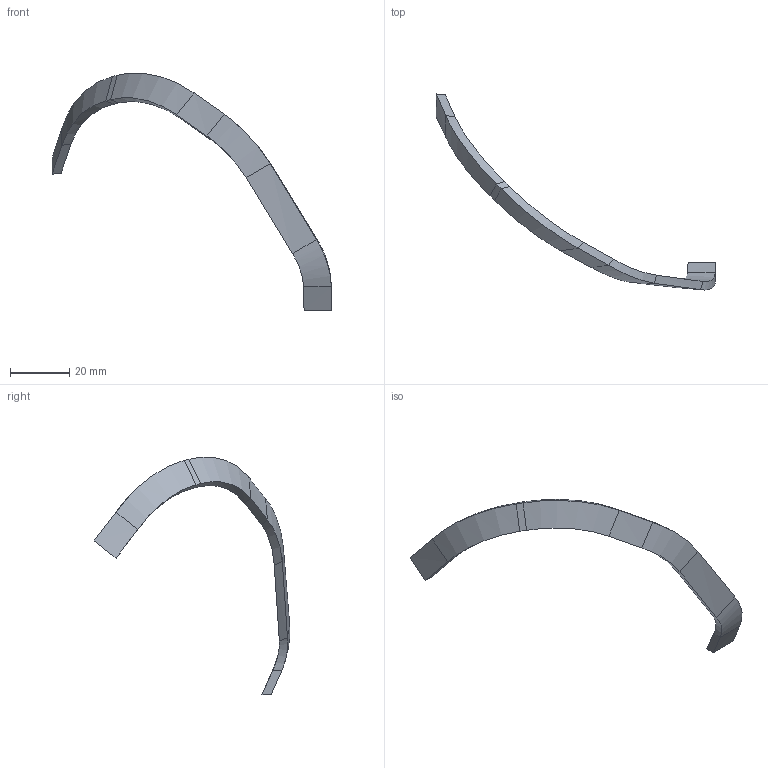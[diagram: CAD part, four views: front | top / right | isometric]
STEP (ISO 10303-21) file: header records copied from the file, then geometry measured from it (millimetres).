
FILE_DESCRIPTION (( 'STEP AP214' ), '1' );
FILE_NAME ('RauilGun-Motor1.STEP', '2022-04-25T20:43:09', ( '' ), ( '' ), 'SwSTEP 2.0', 'SolidWorks 2019', '' );
FILE_SCHEMA (( 'AUTOMOTIVE_DESIGN' ));
Length unit declared in the file: millimetre
Products named in the file (1): RauilGun-Motor1
Bounding box: 94.16 x 65.89 x 79.98 mm (x, y, z)
Volume: 4361.5 mm3; surface area: 4077.4 mm2
Topology: 1 solids, 1 shells, 38 faces, 76 edges, 40 vertices
Faces by surface type: bspline 36, plane 2
Entity records: 1502 total; most frequent: CARTESIAN_POINT 919, ORIENTED_EDGE 152, EDGE_CURVE 76, DIRECTION 46, VECTOR 40, VERTEX_POINT 40, LINE 40, FACE_OUTER_BOUND 38
